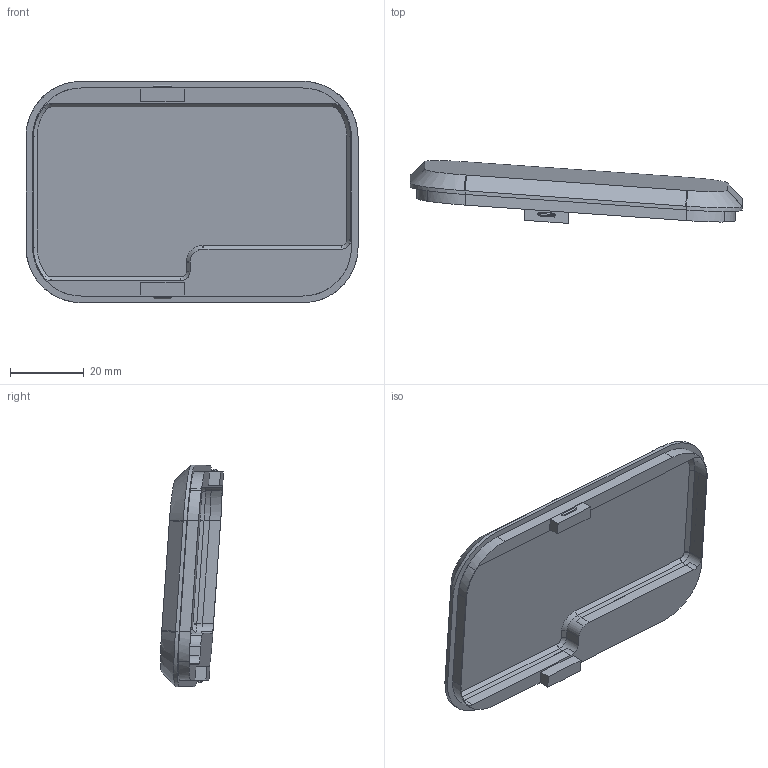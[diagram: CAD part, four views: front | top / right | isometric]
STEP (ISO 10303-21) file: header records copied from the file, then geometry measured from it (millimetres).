
FILE_DESCRIPTION(/* description */ (''),/* implementation_level */ '2;1');
FILE_NAME(/* name */ 'palm-LT.step',/* time_stamp */ '2022-08-04T11:27:39+09:00',/* author */ (''),/* organization */ (''),/* preprocessor_version */ 'ST-DEVELOPER v19',/* originating_system */ 'Autodesk Translation Framework v11.7.0.108',/* authorisation */ '');
FILE_SCHEMA (('AUTOMOTIVE_DESIGN { 1 0 10303 214 3 1 1 }'));
Length unit declared in the file: millimetre
Products named in the file (1): zPalmrest2
Bounding box: 90 x 17.09 x 60 mm (x, y, z)
Volume: 18015.2 mm3; surface area: 13420.8 mm2
Topology: 1 solids, 1 shells, 153 faces, 380 edges, 235 vertices
Faces by surface type: plane 78, bspline 51, cylinder 24
Entity records: 5380 total; most frequent: CARTESIAN_POINT 2085, ORIENTED_EDGE 760, DIRECTION 507, EDGE_CURVE 380, LINE 245, VECTOR 245, VERTEX_POINT 235, EDGE_LOOP 159
